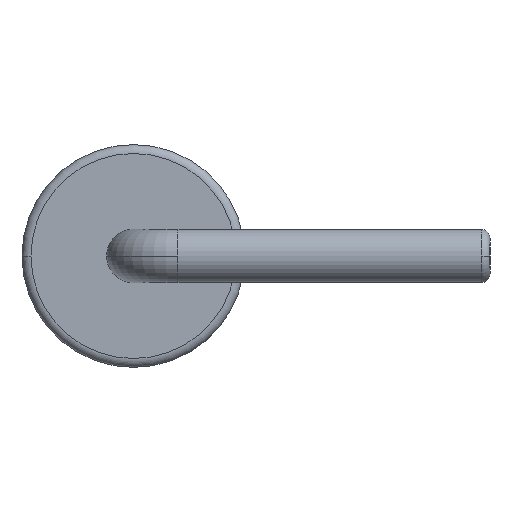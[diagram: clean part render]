
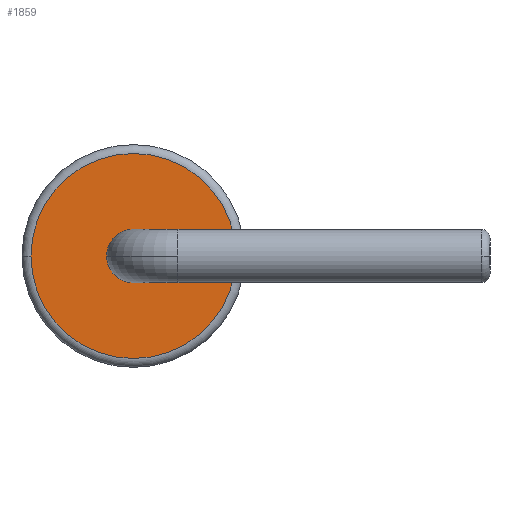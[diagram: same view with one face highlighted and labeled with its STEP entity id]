
A CAD part, left-side view. The second image highlights one B-rep face of the part: STEP entity #1859.
In plain terms, the highlighted planar face has unit normal (-1, 0, 0).
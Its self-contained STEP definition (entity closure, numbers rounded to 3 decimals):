
#43 = CARTESIAN_POINT ( 'NONE',  ( -3.25, 1.15, 0. ) ) ;
#46 = DIRECTION ( 'NONE',  ( 0., -1., 0. ) ) ;
#72 = CARTESIAN_POINT ( 'NONE',  ( -3.25, 0., 0. ) ) ;
#99 = AXIS2_PLACEMENT_3D ( 'NONE', #2227, #1153, #46 ) ;
#227 = CARTESIAN_POINT ( 'NONE',  ( -3.25, -0.3, 0. ) ) ;
#262 = EDGE_LOOP ( 'NONE', ( #1513, #804 ) ) ;
#294 = EDGE_CURVE ( 'NONE', #402, #1679, #1815, .T. ) ;
#320 = PLANE ( 'NONE',  #2073 ) ;
#353 = EDGE_CURVE ( 'NONE', #1679, #402, #1700, .T. ) ;
#374 = DIRECTION ( 'NONE',  ( -1., 0., 0. ) ) ;
#402 = VERTEX_POINT ( 'NONE', #1343 ) ;
#580 = EDGE_LOOP ( 'NONE', ( #1748, #2283 ) ) ;
#659 = FACE_OUTER_BOUND ( 'NONE', #262, .T. ) ;
#785 = CIRCLE ( 'NONE', #1399, 1.15 ) ;
#788 = FACE_BOUND ( 'NONE', #580, .T. ) ;
#804 = ORIENTED_EDGE ( 'NONE', *, *, #1037, .T. ) ;
#859 = AXIS2_PLACEMENT_3D ( 'NONE', #72, #1102, #2183 ) ;
#900 = AXIS2_PLACEMENT_3D ( 'NONE', #945, #1481, #1260 ) ;
#945 = CARTESIAN_POINT ( 'NONE',  ( -3.25, 0., 0. ) ) ;
#1037 = EDGE_CURVE ( 'NONE', #1468, #2152, #785, .T. ) ;
#1090 = CIRCLE ( 'NONE', #99, 1.15 ) ;
#1102 = DIRECTION ( 'NONE',  ( -1., 0., 0. ) ) ;
#1153 = DIRECTION ( 'NONE',  ( -1., 0., 0. ) ) ;
#1209 = DIRECTION ( 'NONE',  ( 0., -1., 0. ) ) ;
#1260 = DIRECTION ( 'NONE',  ( 0., -1., 0. ) ) ;
#1267 = CARTESIAN_POINT ( 'NONE',  ( -3.25, 0., 0. ) ) ;
#1343 = CARTESIAN_POINT ( 'NONE',  ( -3.25, 0.3, 0. ) ) ;
#1399 = AXIS2_PLACEMENT_3D ( 'NONE', #1267, #374, #2043 ) ;
#1468 = VERTEX_POINT ( 'NONE', #43 ) ;
#1481 = DIRECTION ( 'NONE',  ( -1., 0., 0. ) ) ;
#1513 = ORIENTED_EDGE ( 'NONE', *, *, #1755, .T. ) ;
#1541 = CARTESIAN_POINT ( 'NONE',  ( -3.25, 0., 0. ) ) ;
#1679 = VERTEX_POINT ( 'NONE', #227 ) ;
#1700 = CIRCLE ( 'NONE', #900, 0.3 ) ;
#1748 = ORIENTED_EDGE ( 'NONE', *, *, #353, .F. ) ;
#1755 = EDGE_CURVE ( 'NONE', #2152, #1468, #1090, .T. ) ;
#1815 = CIRCLE ( 'NONE', #859, 0.3 ) ;
#1859 = ADVANCED_FACE ( 'NONE', ( #788, #659 ), #320, .T. ) ;
#1929 = CARTESIAN_POINT ( 'NONE',  ( -3.25, -1.15, 0. ) ) ;
#2043 = DIRECTION ( 'NONE',  ( 0., -1., 0. ) ) ;
#2073 = AXIS2_PLACEMENT_3D ( 'NONE', #1541, #2275, #1209 ) ;
#2152 = VERTEX_POINT ( 'NONE', #1929 ) ;
#2183 = DIRECTION ( 'NONE',  ( 0., -1., 0. ) ) ;
#2227 = CARTESIAN_POINT ( 'NONE',  ( -3.25, 0., 0. ) ) ;
#2275 = DIRECTION ( 'NONE',  ( -1., 0., 0. ) ) ;
#2283 = ORIENTED_EDGE ( 'NONE', *, *, #294, .F. ) ;
